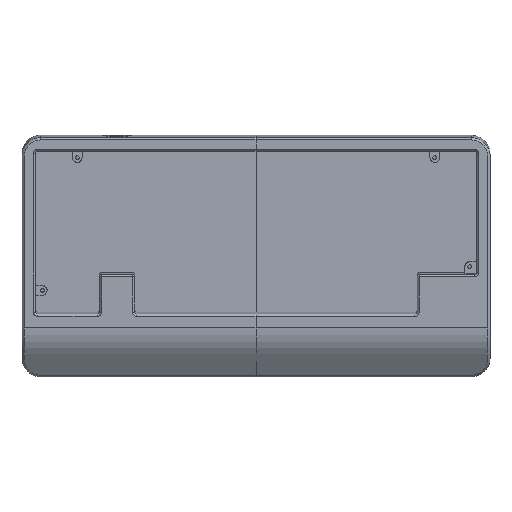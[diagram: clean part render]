
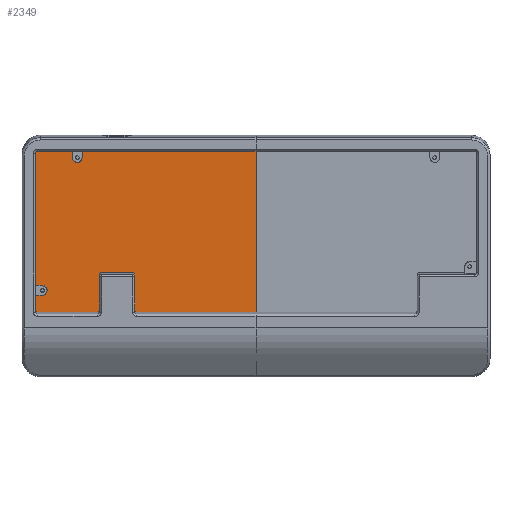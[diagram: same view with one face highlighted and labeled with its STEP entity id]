
A CAD part, top view. The second image highlights one B-rep face of the part: STEP entity #2349.
In plain terms, the highlighted planar face has unit normal (0, -0.052, 0.999).
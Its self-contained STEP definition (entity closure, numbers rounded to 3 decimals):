
#192=FACE_OUTER_BOUND('',#331,.T.);
#331=EDGE_LOOP('',(#1877,#1878,#1879,#1880,#1881,#1882,#1883,#1884,#1885,
#1886,#1887,#1888,#1889,#1890,#1891,#1892,#1893,#1894,#1895,#1896,#1897,
#1898,#1899,#1900,#1901,#1902));
#439=CIRCLE('',#2534,2.25);
#440=CIRCLE('',#2535,1.);
#441=CIRCLE('',#2536,2.25);
#442=CIRCLE('',#2537,1.);
#443=CIRCLE('',#2538,1.);
#444=CIRCLE('',#2539,1.);
#445=CIRCLE('',#2540,1.);
#446=CIRCLE('',#2541,1.);
#581=LINE('',#3734,#829);
#616=LINE('',#3857,#864);
#617=LINE('',#3859,#865);
#618=LINE('',#3861,#866);
#619=LINE('',#3863,#867);
#620=LINE('',#3865,#868);
#621=LINE('',#3867,#869);
#622=LINE('',#3871,#870);
#623=LINE('',#3873,#871);
#624=LINE('',#3877,#872);
#625=LINE('',#3879,#873);
#626=LINE('',#3883,#874);
#627=LINE('',#3885,#875);
#628=LINE('',#3889,#876);
#629=LINE('',#3893,#877);
#630=LINE('',#3897,#878);
#631=LINE('',#3901,#879);
#632=LINE('',#3904,#880);
#829=VECTOR('',#2892,10.);
#864=VECTOR('',#2981,10.);
#865=VECTOR('',#2982,10.);
#866=VECTOR('',#2983,10.);
#867=VECTOR('',#2984,10.);
#868=VECTOR('',#2985,10.);
#869=VECTOR('',#2986,10.);
#870=VECTOR('',#2989,10.);
#871=VECTOR('',#2990,10.);
#872=VECTOR('',#2993,10.);
#873=VECTOR('',#2994,10.);
#874=VECTOR('',#2997,10.);
#875=VECTOR('',#2998,10.);
#876=VECTOR('',#3001,10.);
#877=VECTOR('',#3004,10.);
#878=VECTOR('',#3007,10.);
#879=VECTOR('',#3010,10.);
#880=VECTOR('',#3013,10.);
#1061=VERTEX_POINT('',#3731);
#1062=VERTEX_POINT('',#3733);
#1103=VERTEX_POINT('',#3856);
#1104=VERTEX_POINT('',#3858);
#1105=VERTEX_POINT('',#3860);
#1106=VERTEX_POINT('',#3862);
#1107=VERTEX_POINT('',#3864);
#1108=VERTEX_POINT('',#3866);
#1109=VERTEX_POINT('',#3868);
#1110=VERTEX_POINT('',#3870);
#1111=VERTEX_POINT('',#3872);
#1112=VERTEX_POINT('',#3874);
#1113=VERTEX_POINT('',#3876);
#1114=VERTEX_POINT('',#3878);
#1115=VERTEX_POINT('',#3880);
#1116=VERTEX_POINT('',#3882);
#1117=VERTEX_POINT('',#3884);
#1118=VERTEX_POINT('',#3886);
#1119=VERTEX_POINT('',#3888);
#1120=VERTEX_POINT('',#3890);
#1121=VERTEX_POINT('',#3892);
#1122=VERTEX_POINT('',#3894);
#1123=VERTEX_POINT('',#3896);
#1124=VERTEX_POINT('',#3898);
#1125=VERTEX_POINT('',#3900);
#1126=VERTEX_POINT('',#3902);
#1326=EDGE_CURVE('',#1062,#1061,#581,.T.);
#1379=EDGE_CURVE('',#1103,#1061,#616,.T.);
#1380=EDGE_CURVE('',#1103,#1104,#617,.T.);
#1381=EDGE_CURVE('',#1104,#1105,#618,.T.);
#1382=EDGE_CURVE('',#1106,#1105,#619,.T.);
#1383=EDGE_CURVE('',#1107,#1106,#620,.T.);
#1384=EDGE_CURVE('',#1107,#1108,#621,.T.);
#1385=EDGE_CURVE('',#1108,#1109,#439,.T.);
#1386=EDGE_CURVE('',#1109,#1110,#622,.T.);
#1387=EDGE_CURVE('',#1111,#1110,#623,.T.);
#1388=EDGE_CURVE('',#1111,#1112,#440,.T.);
#1389=EDGE_CURVE('',#1113,#1112,#624,.T.);
#1390=EDGE_CURVE('',#1113,#1114,#625,.T.);
#1391=EDGE_CURVE('',#1114,#1115,#441,.T.);
#1392=EDGE_CURVE('',#1115,#1116,#626,.T.);
#1393=EDGE_CURVE('',#1117,#1116,#627,.T.);
#1394=EDGE_CURVE('',#1117,#1118,#442,.T.);
#1395=EDGE_CURVE('',#1119,#1118,#628,.T.);
#1396=EDGE_CURVE('',#1119,#1120,#443,.T.);
#1397=EDGE_CURVE('',#1121,#1120,#629,.T.);
#1398=EDGE_CURVE('',#1122,#1121,#444,.F.);
#1399=EDGE_CURVE('',#1123,#1122,#630,.T.);
#1400=EDGE_CURVE('',#1124,#1123,#445,.F.);
#1401=EDGE_CURVE('',#1125,#1124,#631,.T.);
#1402=EDGE_CURVE('',#1125,#1126,#446,.T.);
#1403=EDGE_CURVE('',#1062,#1126,#632,.T.);
#1877=ORIENTED_EDGE('',*,*,#1326,.T.);
#1878=ORIENTED_EDGE('',*,*,#1379,.F.);
#1879=ORIENTED_EDGE('',*,*,#1380,.T.);
#1880=ORIENTED_EDGE('',*,*,#1381,.T.);
#1881=ORIENTED_EDGE('',*,*,#1382,.F.);
#1882=ORIENTED_EDGE('',*,*,#1383,.F.);
#1883=ORIENTED_EDGE('',*,*,#1384,.T.);
#1884=ORIENTED_EDGE('',*,*,#1385,.T.);
#1885=ORIENTED_EDGE('',*,*,#1386,.T.);
#1886=ORIENTED_EDGE('',*,*,#1387,.F.);
#1887=ORIENTED_EDGE('',*,*,#1388,.T.);
#1888=ORIENTED_EDGE('',*,*,#1389,.F.);
#1889=ORIENTED_EDGE('',*,*,#1390,.T.);
#1890=ORIENTED_EDGE('',*,*,#1391,.T.);
#1891=ORIENTED_EDGE('',*,*,#1392,.T.);
#1892=ORIENTED_EDGE('',*,*,#1393,.F.);
#1893=ORIENTED_EDGE('',*,*,#1394,.T.);
#1894=ORIENTED_EDGE('',*,*,#1395,.F.);
#1895=ORIENTED_EDGE('',*,*,#1396,.T.);
#1896=ORIENTED_EDGE('',*,*,#1397,.F.);
#1897=ORIENTED_EDGE('',*,*,#1398,.F.);
#1898=ORIENTED_EDGE('',*,*,#1399,.F.);
#1899=ORIENTED_EDGE('',*,*,#1400,.F.);
#1900=ORIENTED_EDGE('',*,*,#1401,.F.);
#1901=ORIENTED_EDGE('',*,*,#1402,.T.);
#1902=ORIENTED_EDGE('',*,*,#1403,.F.);
#2246=PLANE('',#2533);
#2349=ADVANCED_FACE('',(#192),#2246,.T.);
#2533=AXIS2_PLACEMENT_3D('',#3855,#2979,#2980);
#2534=AXIS2_PLACEMENT_3D('',#3869,#2987,#2988);
#2535=AXIS2_PLACEMENT_3D('',#3875,#2991,#2992);
#2536=AXIS2_PLACEMENT_3D('',#3881,#2995,#2996);
#2537=AXIS2_PLACEMENT_3D('',#3887,#2999,#3000);
#2538=AXIS2_PLACEMENT_3D('',#3891,#3002,#3003);
#2539=AXIS2_PLACEMENT_3D('',#3895,#3005,#3006);
#2540=AXIS2_PLACEMENT_3D('',#3899,#3008,#3009);
#2541=AXIS2_PLACEMENT_3D('',#3903,#3011,#3012);
#2892=DIRECTION('',(0.,0.999,0.052));
#2979=DIRECTION('center_axis',(0.,-0.052,
0.999));
#2980=DIRECTION('ref_axis',(1.,0.,0.));
#2981=DIRECTION('',(1.,0.,0.));
#2982=DIRECTION('',(0.,0.999,0.052));
#2983=DIRECTION('',(-1.,0.,0.));
#2984=DIRECTION('',(0.,0.999,0.052));
#2985=DIRECTION('',(1.,0.,0.));
#2986=DIRECTION('',(0.,-0.999,-0.052));
#2987=DIRECTION('center_axis',(0.,0.052,
-0.999));
#2988=DIRECTION('ref_axis',(1.,0.,0.));
#2989=DIRECTION('',(0.,0.999,0.052));
#2990=DIRECTION('',(1.,0.,0.));
#2991=DIRECTION('center_axis',(0.,-0.052,
0.999));
#2992=DIRECTION('ref_axis',(-0.707,0.706,0.037));
#2993=DIRECTION('',(0.,0.999,0.052));
#2994=DIRECTION('',(1.,0.,0.));
#2995=DIRECTION('center_axis',(0.,0.052,
-0.999));
#2996=DIRECTION('ref_axis',(1.,0.,0.));
#2997=DIRECTION('',(-1.,0.,0.));
#2998=DIRECTION('',(0.,0.999,0.052));
#2999=DIRECTION('center_axis',(0.,-0.052,
0.999));
#3000=DIRECTION('ref_axis',(-0.707,-0.706,-0.037));
#3001=DIRECTION('',(-1.,0.,0.));
#3002=DIRECTION('center_axis',(0.,-0.052,
0.999));
#3003=DIRECTION('ref_axis',(0.707,-0.706,-0.037));
#3004=DIRECTION('',(0.,-0.999,-0.052));
#3005=DIRECTION('center_axis',(0.,0.052,
-0.999));
#3006=DIRECTION('ref_axis',(-0.707,0.706,0.037));
#3007=DIRECTION('',(-1.,0.,0.));
#3008=DIRECTION('center_axis',(0.,0.052,
-0.999));
#3009=DIRECTION('ref_axis',(0.707,0.706,0.037));
#3010=DIRECTION('',(0.,0.999,0.052));
#3011=DIRECTION('center_axis',(0.,-0.052,
0.999));
#3012=DIRECTION('ref_axis',(-0.707,-0.706,-0.037));
#3013=DIRECTION('',(-1.,0.,0.));
#3731=CARTESIAN_POINT('',(104.775,0.926,8.701));
#3733=CARTESIAN_POINT('',(104.775,-77.317,4.601));
#3734=CARTESIAN_POINT('',(104.775,-45.779,6.254));
#3855=CARTESIAN_POINT('Origin',(104.775,-41.691,6.468));
#3856=CARTESIAN_POINT('',(41.275,0.926,8.701));
#3857=CARTESIAN_POINT('',(51.85,0.926,8.701));
#3858=CARTESIAN_POINT('',(41.275,3.347,8.828));
#3859=CARTESIAN_POINT('',(41.275,0.926,8.701));
#3860=CARTESIAN_POINT('',(34.925,3.347,8.828));
#3861=CARTESIAN_POINT('',(71.438,3.347,8.828));
#3862=CARTESIAN_POINT('',(34.925,0.926,8.701));
#3863=CARTESIAN_POINT('',(34.925,0.926,8.701));
#3864=CARTESIAN_POINT('',(21.3,0.926,8.701));
#3865=CARTESIAN_POINT('',(51.85,0.926,8.701));
#3866=CARTESIAN_POINT('',(21.3,-2.669,8.513));
#3867=CARTESIAN_POINT('',(21.3,-22.18,7.49));
#3868=CARTESIAN_POINT('',(16.819,-2.375,8.528));
#3869=CARTESIAN_POINT('Origin',(19.05,-2.669,8.513));
#3870=CARTESIAN_POINT('',(16.819,0.926,8.701));
#3871=CARTESIAN_POINT('',(16.819,-20.383,7.584));
#3872=CARTESIAN_POINT('',(-0.075,0.926,8.701));
#3873=CARTESIAN_POINT('',(51.85,0.926,8.701));
#3874=CARTESIAN_POINT('',(-1.075,-0.073,8.649));
#3875=CARTESIAN_POINT('Origin',(-0.075,-0.073,
8.649));
#3876=CARTESIAN_POINT('',(-1.075,-64.194,5.288));
#3877=CARTESIAN_POINT('',(-1.075,-59.504,5.534));
#3878=CARTESIAN_POINT('',(2.266,-64.194,5.288));
#3879=CARTESIAN_POINT('',(53.521,-64.194,5.288));
#3880=CARTESIAN_POINT('',(2.266,-68.688,5.053));
#3881=CARTESIAN_POINT('Origin',(2.266,-66.441,5.171));
#3882=CARTESIAN_POINT('',(-1.075,-68.688,5.053));
#3883=CARTESIAN_POINT('',(51.85,-68.688,5.053));
#3884=CARTESIAN_POINT('',(-1.075,-76.318,4.653));
#3885=CARTESIAN_POINT('',(-1.075,-59.504,5.534));
#3886=CARTESIAN_POINT('',(-0.075,-77.317,4.601));
#3887=CARTESIAN_POINT('Origin',(-0.075,-76.318,4.653));
#3888=CARTESIAN_POINT('',(28.65,-77.317,4.601));
#3889=CARTESIAN_POINT('',(67.213,-77.317,4.601));
#3890=CARTESIAN_POINT('',(29.65,-76.318,4.653));
#3891=CARTESIAN_POINT('Origin',(28.65,-76.318,4.653));
#3892=CARTESIAN_POINT('',(29.65,-59.292,5.545));
#3893=CARTESIAN_POINT('',(29.65,-49.992,6.033));
#3894=CARTESIAN_POINT('',(30.65,-58.293,5.598));
#3895=CARTESIAN_POINT('Origin',(30.65,-59.292,5.545));
#3896=CARTESIAN_POINT('',(45.55,-58.293,5.598));
#3897=CARTESIAN_POINT('',(75.663,-58.293,5.598));
#3898=CARTESIAN_POINT('',(46.55,-59.292,5.545));
#3899=CARTESIAN_POINT('Origin',(45.55,-59.292,5.545));
#3900=CARTESIAN_POINT('',(46.55,-76.318,4.653));
#3901=CARTESIAN_POINT('',(46.55,-59.504,5.534));
#3902=CARTESIAN_POINT('',(47.55,-77.317,4.601));
#3903=CARTESIAN_POINT('Origin',(47.55,-76.318,4.653));
#3904=CARTESIAN_POINT('',(133.888,-77.317,4.601));
